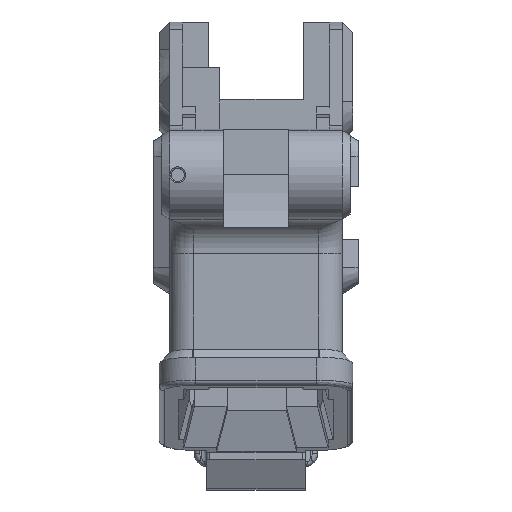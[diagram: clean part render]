
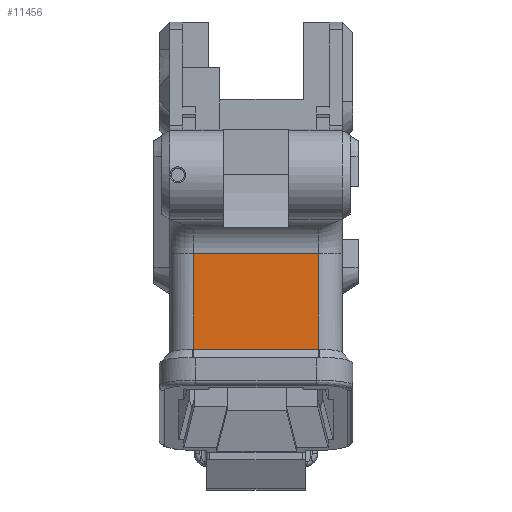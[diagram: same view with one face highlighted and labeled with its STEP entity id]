
A CAD part, left-side view. The second image highlights one B-rep face of the part: STEP entity #11456.
In plain terms, the highlighted planar face has unit normal (-1, 0, 0).
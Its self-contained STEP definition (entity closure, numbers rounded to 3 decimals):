
#607=PLANE('',#12427);
#1143=FACE_OUTER_BOUND('',#1828,.T.);
#1828=EDGE_LOOP('',(#9554,#9555,#9556,#9557));
#2903=LINE('',#19359,#4010);
#2926=LINE('',#19697,#4033);
#2927=LINE('',#19701,#4034);
#2928=LINE('',#19702,#4035);
#4010=VECTOR('',#14964,10.);
#4033=VECTOR('',#15007,10.);
#4034=VECTOR('',#15012,10.);
#4035=VECTOR('',#15013,6.5);
#5475=VERTEX_POINT('',#19346);
#5477=VERTEX_POINT('',#19358);
#5503=VERTEX_POINT('',#19696);
#5504=VERTEX_POINT('',#19700);
#6915=EDGE_CURVE('',#5475,#5477,#2903,.T.);
#6960=EDGE_CURVE('',#5477,#5503,#2926,.T.);
#6962=EDGE_CURVE('',#5504,#5475,#2927,.T.);
#6963=EDGE_CURVE('',#5504,#5503,#2928,.T.);
#9554=ORIENTED_EDGE('',*,*,#6915,.F.);
#9555=ORIENTED_EDGE('',*,*,#6962,.F.);
#9556=ORIENTED_EDGE('',*,*,#6963,.T.);
#9557=ORIENTED_EDGE('',*,*,#6960,.F.);
#11456=ADVANCED_FACE('',(#1143),#607,.T.);
#12427=AXIS2_PLACEMENT_3D('',#19699,#15010,#15011);
#14964=DIRECTION('',(0.,1.,0.));
#15007=DIRECTION('',(0.,0.,1.));
#15010=DIRECTION('center_axis',(-1.,0.,0.));
#15011=DIRECTION('ref_axis',(0.,1.,0.));
#15012=DIRECTION('',(0.,0.,-1.));
#15013=DIRECTION('',(0.,1.,0.));
#19346=CARTESIAN_POINT('',(-66.,4.5,-10.552));
#19358=CARTESIAN_POINT('',(-66.,28.5,-10.552));
#19359=CARTESIAN_POINT('',(-66.,5.,-10.552));
#19696=CARTESIAN_POINT('',(-66.,28.5,7.75));
#19697=CARTESIAN_POINT('',(-66.,28.5,15.625));
#19699=CARTESIAN_POINT('Origin',(-66.,10.,31.25));
#19700=CARTESIAN_POINT('',(-66.,4.5,7.75));
#19701=CARTESIAN_POINT('',(-66.,4.5,15.625));
#19702=CARTESIAN_POINT('',(-66.,4.25,7.75));
